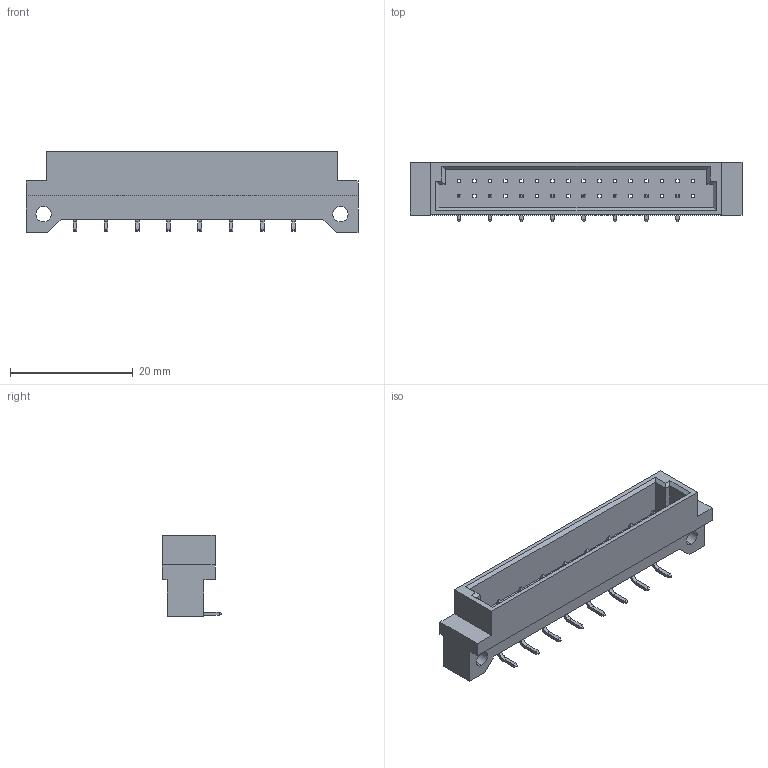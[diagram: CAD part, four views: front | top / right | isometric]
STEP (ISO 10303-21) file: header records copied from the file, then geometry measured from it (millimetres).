
FILE_DESCRIPTION (( 'STEP AP203' ), '1' );
FILE_NAME ('463-008-660-122.STEP', '2019-11-11T15:39:01', ( '' ), ( '' ), 'SwSTEP 2.0', 'SolidWorks 2020', '' );
FILE_SCHEMA (( 'CONFIG_CONTROL_DESIGN' ));
Length unit declared in the file: millimetre
Products named in the file (3): 463-008-660-122; 463-290-1; 463 Part_32
Assembly tree (9 placements, depth 2):
  463-008-660-122
    463 Part_32
    463-290-1  x8
Bounding box: 54 x 9.7 x 13.2 mm (x, y, z)
Volume: 2603.2 mm3; surface area: 3556.5 mm2
Topology: 9 solids, 9 shells, 311 faces, 804 edges, 512 vertices
Faces by surface type: plane 291, cylinder 20
Entity records: 6527 total; most frequent: CARTESIAN_POINT 1065, ORIENTED_EDGE 1048, DIRECTION 930, EDGE_CURVE 524, VECTOR 512, LINE 512, VERTEX_POINT 344, EDGE_LOOP 254
